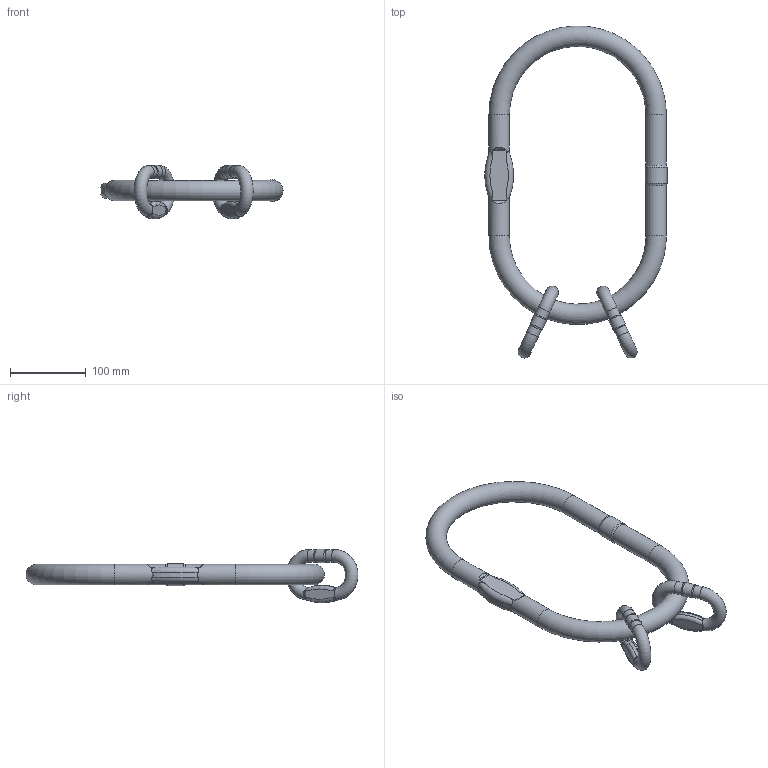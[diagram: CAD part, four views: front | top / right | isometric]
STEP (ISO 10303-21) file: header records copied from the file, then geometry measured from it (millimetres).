
FILE_DESCRIPTION(/* description */ (''),/* implementation_level */ '2;1');
FILE_NAME(/* name */ 'pewag_VLW_2-10_4-7_8',/* time_stamp */ '2010-02-24T12:00:38+01:00',/* author */ (''),/* organization */ (''),/* preprocessor_version */ 'ST-DEVELOPER v9',/* originating_system */ 'UGS - NX 4.0',/* authorisation */ '');
FILE_SCHEMA (('AUTOMOTIVE_DESIGN { 1 0 10303 214 1 1 1 1 }'));
Length unit declared in the file: millimetre
Products named in the file (1): rit9D03c10s
Bounding box: 240.35 x 437.82 x 70.92 mm (x, y, z)
Volume: 665221.7 mm3; surface area: 108162 mm2
Topology: 3 solids, 3 shells, 153 faces, 409 edges, 244 vertices
Faces by surface type: bspline 74, cylinder 29, torus 26, plane 18, cone 6
Full cylindrical faces by diameter (mm): 16.5 x4, 17.738 x2, 27 x4, 29.025 x1
Entity records: 6274 total; most frequent: CARTESIAN_POINT 3176, ORIENTED_EDGE 724, DIRECTION 512, EDGE_CURVE 362, AXIS2_PLACEMENT_3D 236, VERTEX_POINT 232, EDGE_LOOP 176, B_SPLINE_CURVE_WITH_KNOTS 166
